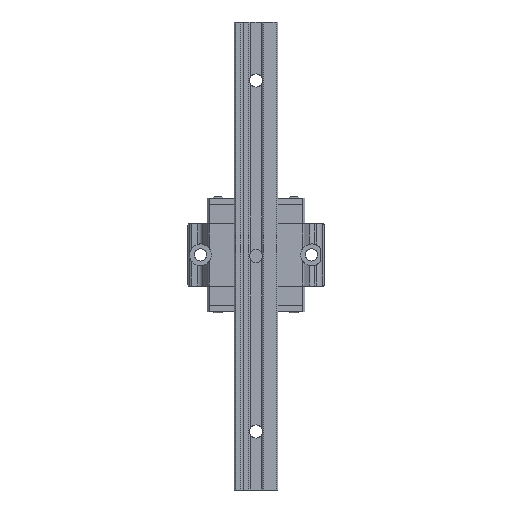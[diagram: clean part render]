
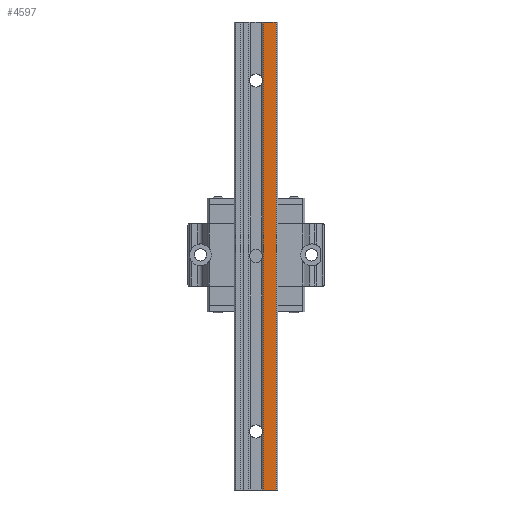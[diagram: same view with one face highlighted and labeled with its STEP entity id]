
A CAD part, front view. The second image highlights one B-rep face of the part: STEP entity #4597.
In plain terms, the highlighted planar face has unit normal (0, -1, 0).
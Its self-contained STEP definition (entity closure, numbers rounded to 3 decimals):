
#267 = DIRECTION ( 'NONE',  ( 0., 0., -1. ) ) ;
#338 = DIRECTION ( 'NONE',  ( 1., 0., 0. ) ) ;
#385 = VERTEX_POINT ( 'NONE', #9256 ) ;
#1095 = ORIENTED_EDGE ( 'NONE', *, *, #5822, .F. ) ;
#1108 = CARTESIAN_POINT ( 'NONE',  ( 10., 0., -160. ) ) ;
#1263 = FACE_OUTER_BOUND ( 'NONE', #9205, .T. ) ;
#1682 = CARTESIAN_POINT ( 'NONE',  ( 14.4, 0., 0. ) ) ;
#1987 = CARTESIAN_POINT ( 'NONE',  ( 14.4, 0., -160. ) ) ;
#2520 = CARTESIAN_POINT ( 'NONE',  ( 10., 0., -160. ) ) ;
#2751 = DIRECTION ( 'NONE',  ( 0., 0., 1. ) ) ;
#3219 = AXIS2_PLACEMENT_3D ( 'NONE', #2520, #4807, #267 ) ;
#3473 = LINE ( 'NONE', #1987, #5012 ) ;
#3513 = VECTOR ( 'NONE', #338, 1000. ) ;
#3631 = DIRECTION ( 'NONE',  ( 0., 0., 1. ) ) ;
#4067 = EDGE_CURVE ( 'NONE', #385, #8939, #9576, .T. ) ;
#4209 = VECTOR ( 'NONE', #3631, 1000. ) ;
#4597 = ADVANCED_FACE ( 'NONE', ( #1263 ), #5478, .T. ) ;
#4807 = DIRECTION ( 'NONE',  ( 0., -1., 0. ) ) ;
#4946 = EDGE_CURVE ( 'NONE', #385, #5439, #8491, .T. ) ;
#5012 = VECTOR ( 'NONE', #2751, 1000. ) ;
#5359 = VECTOR ( 'NONE', #8494, 1000. ) ;
#5407 = CARTESIAN_POINT ( 'NONE',  ( 10., 0., 0. ) ) ;
#5439 = VERTEX_POINT ( 'NONE', #8143 ) ;
#5478 = PLANE ( 'NONE',  #3219 ) ;
#5822 = EDGE_CURVE ( 'NONE', #5439, #8175, #7150, .T. ) ;
#5880 = CARTESIAN_POINT ( 'NONE',  ( 10., 0., -160. ) ) ;
#6076 = EDGE_CURVE ( 'NONE', #8939, #8175, #3473, .T. ) ;
#6342 = ORIENTED_EDGE ( 'NONE', *, *, #4067, .T. ) ;
#6535 = ORIENTED_EDGE ( 'NONE', *, *, #4946, .F. ) ;
#6763 = ORIENTED_EDGE ( 'NONE', *, *, #6076, .T. ) ;
#7150 = LINE ( 'NONE', #5407, #5359 ) ;
#7851 = CARTESIAN_POINT ( 'NONE',  ( 14.4, 0., -160. ) ) ;
#8143 = CARTESIAN_POINT ( 'NONE',  ( 10., 0., 0. ) ) ;
#8175 = VERTEX_POINT ( 'NONE', #1682 ) ;
#8491 = LINE ( 'NONE', #5880, #4209 ) ;
#8494 = DIRECTION ( 'NONE',  ( 1., 0., 0. ) ) ;
#8939 = VERTEX_POINT ( 'NONE', #7851 ) ;
#9205 = EDGE_LOOP ( 'NONE', ( #1095, #6535, #6342, #6763 ) ) ;
#9256 = CARTESIAN_POINT ( 'NONE',  ( 10., 0., -160. ) ) ;
#9576 = LINE ( 'NONE', #1108, #3513 ) ;
